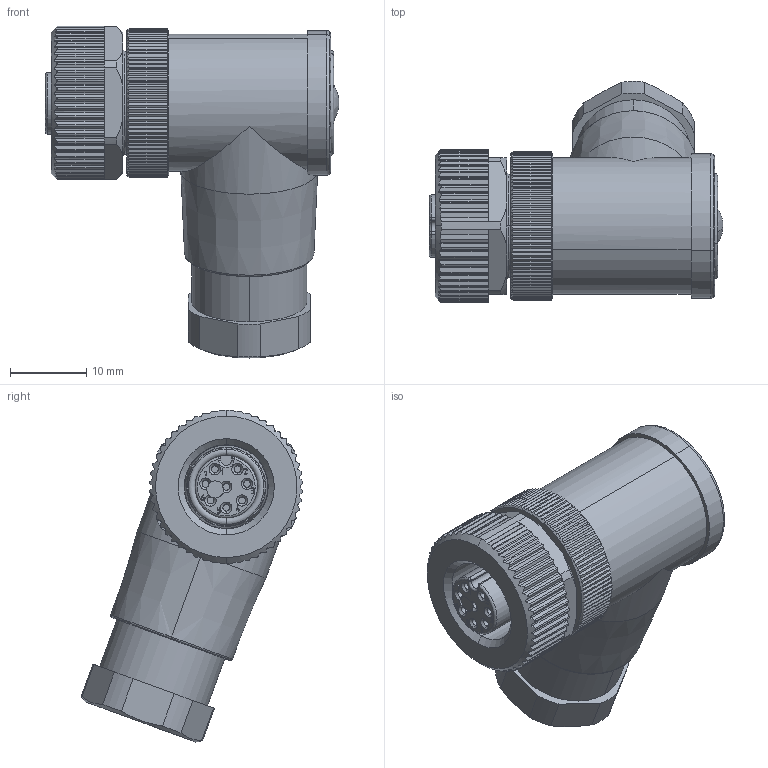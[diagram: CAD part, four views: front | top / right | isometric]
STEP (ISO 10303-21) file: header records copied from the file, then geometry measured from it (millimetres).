
FILE_DESCRIPTION((''),'2;1');
FILE_NAME('CAD-8076','2022-01-03T12:01:24',('creinig-se'),(''),'CREO PARAMETRIC BY PTC INC, 2019292','CREO PARAMETRIC BY PTC INC, 2019292','');
FILE_SCHEMA(('CONFIG_CONTROL_DESIGN','SHAPE_APPEARANCE_LAYERS_GROUPS'));
Length unit declared in the file: millimetre
Products named in the file (1): CAD-8076
Bounding box: 38.65 x 29.16 x 43.65 mm (x, y, z)
Volume: 14939.5 mm3; surface area: 5916.6 mm2
Topology: 1 solids, 3 shells, 819 faces, 2281 edges, 1502 vertices
Faces by surface type: plane 411, cylinder 292, extrusion 42, cone 38, torus 30, sphere 4, bspline 2
Entity records: 37072 total; most frequent: CARTESIAN_POINT 7555, ORIENTED_EDGE 4550, DIRECTION 3981, PRESENTATION_STYLE_ASSIGNMENT 2478, STYLED_ITEM 2318, CURVE_STYLE 2317, EDGE_CURVE 2275, VERTEX_POINT 1502
